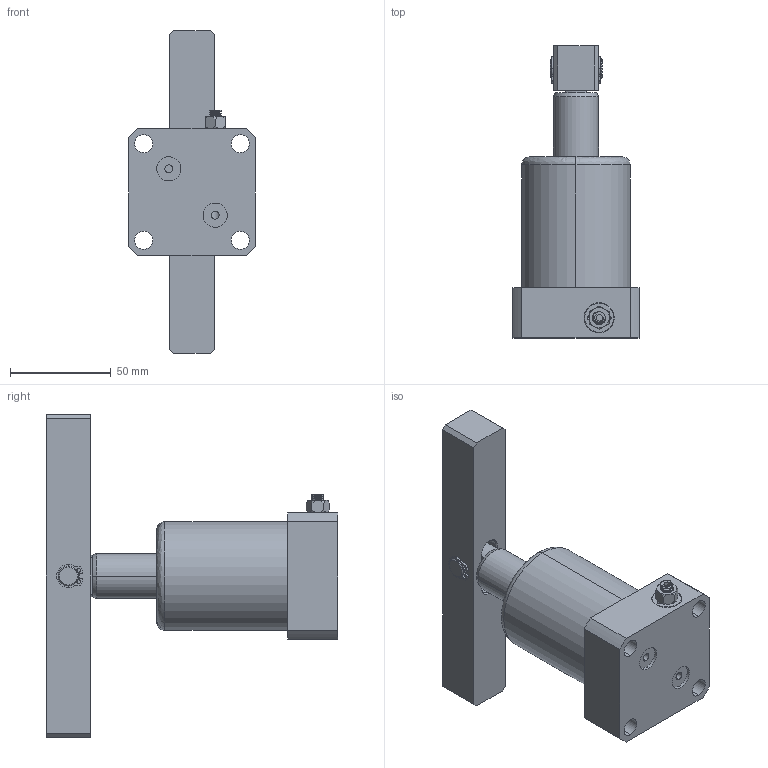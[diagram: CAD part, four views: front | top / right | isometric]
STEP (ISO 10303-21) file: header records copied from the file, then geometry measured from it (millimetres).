
FILE_DESCRIPTION (( 'STEP AP203' ), '1' );
FILE_NAME ('chs-mf40d_asm.STEP', '2019-04-19T01:38:22', ( '' ), ( '' ), 'SwSTEP 2.0', 'SolidWorks 2017', '' );
FILE_SCHEMA (( 'CONFIG_CONTROL_DESIGN' ));
Length unit declared in the file: millimetre
Products named in the file (10): CHS-MF40-03; 12轴用挡圈; XIAO; CHS-TXF-01; CHS-MF40-TXF-02; CHS-40D-02_4; M6; chs-mf40d_asm; CHS-40D-01_5; CHS-MF40-TXF-03
Assembly tree (10 placements, depth 2):
  chs-mf40d_asm
    CHS-MF40-03
    CHS-TXF-01
    CHS-MF40-TXF-03
    CHS-MF40-TXF-02
    M6
    CHS-40D-02_4
    CHS-40D-01_5
    XIAO
    12轴用挡圈  x2
Bounding box: 63 x 145 x 160 mm (x, y, z)
Volume: 292319.5 mm3; surface area: 70554.5 mm2
Topology: 11 solids, 11 shells, 417 faces, 1050 edges, 671 vertices
Faces by surface type: cylinder 213, plane 101, cone 70, bspline 33
Entity records: 22394 total; most frequent: CARTESIAN_POINT 12368, ORIENTED_EDGE 1940, DIRECTION 1720, EDGE_CURVE 970, AXIS2_PLACEMENT_3D 675, VERTEX_POINT 627, EDGE_LOOP 453, ADVANCED_FACE 393
